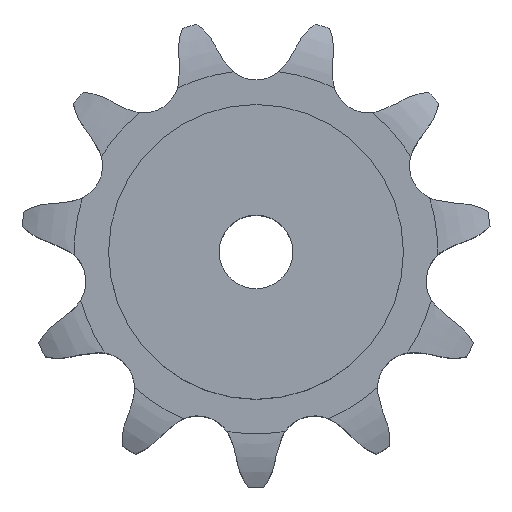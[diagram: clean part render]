
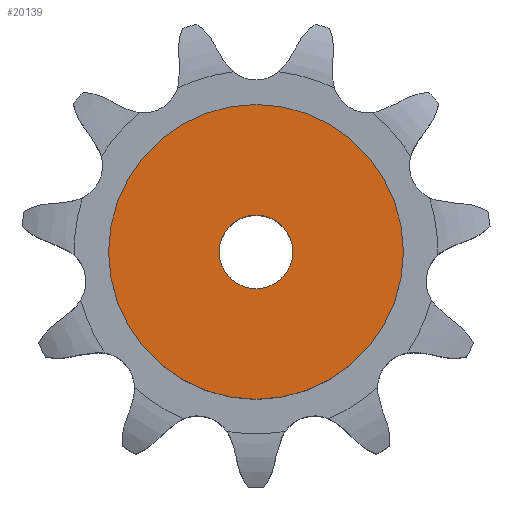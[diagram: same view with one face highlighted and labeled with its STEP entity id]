
A CAD part, top view. The second image highlights one B-rep face of the part: STEP entity #20139.
In plain terms, the highlighted planar face has unit normal (0, 0, 1).
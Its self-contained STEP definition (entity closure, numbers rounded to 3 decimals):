
#10990 = CYLINDRICAL_SURFACE('',#10991,10.);
#10991 = AXIS2_PLACEMENT_3D('',#10992,#10993,#10994);
#10992 = CARTESIAN_POINT('',(0.,0.,223.221));
#10993 = DIRECTION('',(0.,0.,1.));
#10994 = DIRECTION('',(1.,0.,0.));
#13775 = EDGE_CURVE('',#13776,#13776,#13778,.T.);
#13776 = VERTEX_POINT('',#13777);
#13777 = CARTESIAN_POINT('',(10.,0.,80.));
#13778 = SURFACE_CURVE('',#13779,(#13784,#13791),.PCURVE_S1.);
#13779 = CIRCLE('',#13780,10.);
#13780 = AXIS2_PLACEMENT_3D('',#13781,#13782,#13783);
#13781 = CARTESIAN_POINT('',(0.,0.,80.));
#13782 = DIRECTION('',(0.,0.,1.));
#13783 = DIRECTION('',(1.,0.,0.));
#13784 = PCURVE('',#10990,#13785);
#13785 = DEFINITIONAL_REPRESENTATION('',(#13786),#13790);
#13786 = LINE('',#13787,#13788);
#13787 = CARTESIAN_POINT('',(0.,-143.221));
#13788 = VECTOR('',#13789,1.);
#13789 = DIRECTION('',(1.,0.));
#13790 = ( GEOMETRIC_REPRESENTATION_CONTEXT(2) 
PARAMETRIC_REPRESENTATION_CONTEXT() REPRESENTATION_CONTEXT('2D SPACE',''
  ) );
#13791 = PCURVE('',#13792,#13797);
#13792 = PLANE('',#13793);
#13793 = AXIS2_PLACEMENT_3D('',#13794,#13795,#13796);
#13794 = CARTESIAN_POINT('',(0.,0.,80.)
  );
#13795 = DIRECTION('',(0.,0.,1.));
#13796 = DIRECTION('',(1.,0.,0.));
#13797 = DEFINITIONAL_REPRESENTATION('',(#13798),#13802);
#13798 = CIRCLE('',#13799,10.);
#13799 = AXIS2_PLACEMENT_2D('',#13800,#13801);
#13800 = CARTESIAN_POINT('',(0.,0.));
#13801 = DIRECTION('',(1.,0.));
#13802 = ( GEOMETRIC_REPRESENTATION_CONTEXT(2) 
PARAMETRIC_REPRESENTATION_CONTEXT() REPRESENTATION_CONTEXT('2D SPACE',''
  ) );
#20139 = ADVANCED_FACE('',(#20140,#20171),#13792,.T.);
#20140 = FACE_BOUND('',#20141,.T.);
#20141 = EDGE_LOOP('',(#20142));
#20142 = ORIENTED_EDGE('',*,*,#20143,.T.);
#20143 = EDGE_CURVE('',#20144,#20144,#20146,.T.);
#20144 = VERTEX_POINT('',#20145);
#20145 = CARTESIAN_POINT('',(40.,0.,80.));
#20146 = SURFACE_CURVE('',#20147,(#20152,#20159),.PCURVE_S1.);
#20147 = CIRCLE('',#20148,40.);
#20148 = AXIS2_PLACEMENT_3D('',#20149,#20150,#20151);
#20149 = CARTESIAN_POINT('',(0.,0.,80.));
#20150 = DIRECTION('',(0.,0.,1.));
#20151 = DIRECTION('',(1.,0.,0.));
#20152 = PCURVE('',#13792,#20153);
#20153 = DEFINITIONAL_REPRESENTATION('',(#20154),#20158);
#20154 = CIRCLE('',#20155,40.);
#20155 = AXIS2_PLACEMENT_2D('',#20156,#20157);
#20156 = CARTESIAN_POINT('',(0.,0.));
#20157 = DIRECTION('',(1.,0.));
#20158 = ( GEOMETRIC_REPRESENTATION_CONTEXT(2) 
PARAMETRIC_REPRESENTATION_CONTEXT() REPRESENTATION_CONTEXT('2D SPACE',''
  ) );
#20159 = PCURVE('',#20160,#20165);
#20160 = CYLINDRICAL_SURFACE('',#20161,40.);
#20161 = AXIS2_PLACEMENT_3D('',#20162,#20163,#20164);
#20162 = CARTESIAN_POINT('',(0.,0.,0.));
#20163 = DIRECTION('',(-0.,-0.,-1.));
#20164 = DIRECTION('',(1.,0.,0.));
#20165 = DEFINITIONAL_REPRESENTATION('',(#20166),#20170);
#20166 = LINE('',#20167,#20168);
#20167 = CARTESIAN_POINT('',(-0.,-80.));
#20168 = VECTOR('',#20169,1.);
#20169 = DIRECTION('',(-1.,0.));
#20170 = ( GEOMETRIC_REPRESENTATION_CONTEXT(2) 
PARAMETRIC_REPRESENTATION_CONTEXT() REPRESENTATION_CONTEXT('2D SPACE',''
  ) );
#20171 = FACE_BOUND('',#20172,.T.);
#20172 = EDGE_LOOP('',(#20173));
#20173 = ORIENTED_EDGE('',*,*,#13775,.F.);
